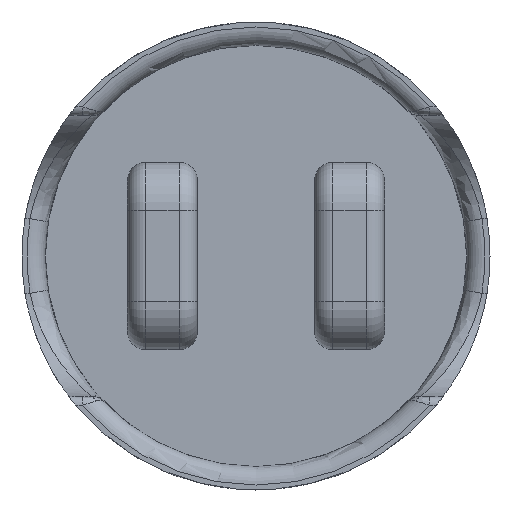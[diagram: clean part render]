
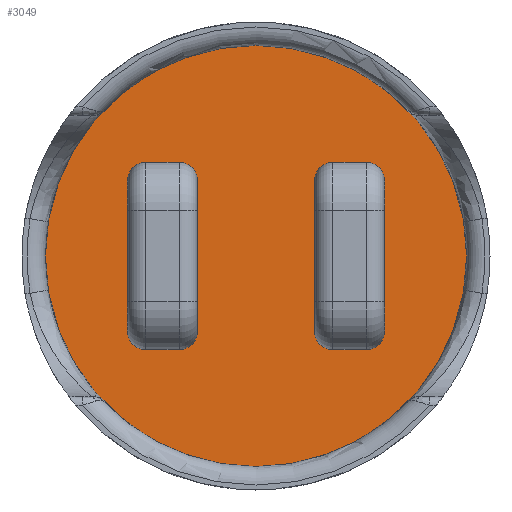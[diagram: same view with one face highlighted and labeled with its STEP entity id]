
A CAD part, front view. The second image highlights one B-rep face of the part: STEP entity #3049.
In plain terms, the highlighted planar face has unit normal (0, -1, 0).
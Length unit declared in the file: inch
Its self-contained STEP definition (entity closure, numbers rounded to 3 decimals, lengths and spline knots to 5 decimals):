
#938=CARTESIAN_POINT('',(0.,62.28,0.));
#939=DIRECTION('',(0.,-1.,0.));
#940=DIRECTION('',(-1.,0.,0.));
#941=AXIS2_PLACEMENT_3D('',#938,#939,#940);
#943=CARTESIAN_POINT('',(0.,62.28,0.));
#944=DIRECTION('',(0.,1.,0.));
#945=DIRECTION('',(-1.,0.,0.));
#946=AXIS2_PLACEMENT_3D('',#943,#944,#945);
#948=DIRECTION('',(1.,0.,0.));
#949=VECTOR('',#948,9.);
#950=CARTESIAN_POINT('',(20.88,62.28,-25.4));
#951=LINE('',#950,#949);
#952=DIRECTION('',(0.,0.,1.));
#953=VECTOR('',#952,40.8);
#954=CARTESIAN_POINT('',(34.88,62.28,-20.4));
#955=LINE('',#954,#953);
#956=DIRECTION('',(-1.,0.,0.));
#957=VECTOR('',#956,9.);
#958=CARTESIAN_POINT('',(29.88,62.28,25.4));
#959=LINE('',#958,#957);
#960=DIRECTION('',(0.,0.,-1.));
#961=VECTOR('',#960,40.8);
#962=CARTESIAN_POINT('',(15.88,62.28,20.4));
#963=LINE('',#962,#961);
#964=DIRECTION('',(-1.,0.,0.));
#965=VECTOR('',#964,9.);
#966=CARTESIAN_POINT('',(-20.88,62.28,25.4));
#967=LINE('',#966,#965);
#968=DIRECTION('',(0.,0.,-1.));
#969=VECTOR('',#968,40.8);
#970=CARTESIAN_POINT('',(-34.88,62.28,20.4));
#971=LINE('',#970,#969);
#972=DIRECTION('',(1.,0.,0.));
#973=VECTOR('',#972,9.);
#974=CARTESIAN_POINT('',(-29.88,62.28,-25.4));
#975=LINE('',#974,#973);
#976=DIRECTION('',(0.,0.,1.));
#977=VECTOR('',#976,40.8);
#978=CARTESIAN_POINT('',(-15.88,62.28,-20.4));
#979=LINE('',#978,#977);
#997=CARTESIAN_POINT('',(29.88,62.28,-20.4));
#998=DIRECTION('',(0.,1.,0.));
#999=DIRECTION('',(1.,0.,0.));
#1000=AXIS2_PLACEMENT_3D('',#997,#998,#999);
#1124=CARTESIAN_POINT('',(-29.88,62.28,-20.4));
#1125=DIRECTION('',(0.,1.,0.));
#1126=DIRECTION('',(0.,0.,-1.));
#1127=AXIS2_PLACEMENT_3D('',#1124,#1125,#1126);
#1226=CARTESIAN_POINT('',(20.88,62.28,-20.4));
#1227=DIRECTION('',(0.,1.,0.));
#1228=DIRECTION('',(0.,0.,-1.));
#1229=AXIS2_PLACEMENT_3D('',#1226,#1227,#1228);
#1263=CARTESIAN_POINT('',(20.88,62.28,20.4));
#1264=DIRECTION('',(0.,1.,0.));
#1265=DIRECTION('',(-1.,0.,0.));
#1266=AXIS2_PLACEMENT_3D('',#1263,#1264,#1265);
#1280=CARTESIAN_POINT('',(29.88,62.28,20.4));
#1281=DIRECTION('',(0.,1.,0.));
#1282=DIRECTION('',(0.,0.,1.));
#1283=AXIS2_PLACEMENT_3D('',#1280,#1281,#1282);
#1317=CARTESIAN_POINT('',(-29.88,62.28,20.4));
#1318=DIRECTION('',(0.,1.,0.));
#1319=DIRECTION('',(-1.,0.,0.));
#1320=AXIS2_PLACEMENT_3D('',#1317,#1318,#1319);
#1322=CARTESIAN_POINT('',(-20.88,62.28,20.4));
#1323=DIRECTION('',(0.,1.,0.));
#1324=DIRECTION('',(0.,0.,1.));
#1325=AXIS2_PLACEMENT_3D('',#1322,#1323,#1324);
#1347=CARTESIAN_POINT('',(-20.88,62.28,-20.4));
#1348=DIRECTION('',(0.,1.,0.));
#1349=DIRECTION('',(1.,0.,0.));
#1350=AXIS2_PLACEMENT_3D('',#1347,#1348,#1349);
#1418=CARTESIAN_POINT('',(-57.15,62.28,0.));
#1419=CARTESIAN_POINT('',(57.15,62.28,0.));
#1420=VERTEX_POINT('',#1418);
#1421=VERTEX_POINT('',#1419);
#1461=CARTESIAN_POINT('',(29.88,62.28,-25.4));
#1463=VERTEX_POINT('',#1461);
#1465=CARTESIAN_POINT('',(34.88,62.28,-20.4));
#1467=VERTEX_POINT('',#1465);
#1480=CARTESIAN_POINT('',(34.88,62.28,20.4));
#1481=VERTEX_POINT('',#1480);
#1482=CARTESIAN_POINT('',(29.88,62.28,25.4));
#1483=VERTEX_POINT('',#1482);
#1485=CARTESIAN_POINT('',(15.88,62.28,-20.4));
#1487=VERTEX_POINT('',#1485);
#1489=CARTESIAN_POINT('',(20.88,62.28,-25.4));
#1491=VERTEX_POINT('',#1489);
#1504=CARTESIAN_POINT('',(20.88,62.28,25.4));
#1505=VERTEX_POINT('',#1504);
#1506=CARTESIAN_POINT('',(15.88,62.28,20.4));
#1507=VERTEX_POINT('',#1506);
#1509=CARTESIAN_POINT('',(-34.88,62.28,-20.4));
#1511=VERTEX_POINT('',#1509);
#1513=CARTESIAN_POINT('',(-29.88,62.28,-25.4));
#1515=VERTEX_POINT('',#1513);
#1528=CARTESIAN_POINT('',(-29.88,62.28,25.4));
#1529=VERTEX_POINT('',#1528);
#1530=CARTESIAN_POINT('',(-34.88,62.28,20.4));
#1531=VERTEX_POINT('',#1530);
#1533=CARTESIAN_POINT('',(-20.88,62.28,-25.4));
#1535=VERTEX_POINT('',#1533);
#1537=CARTESIAN_POINT('',(-15.88,62.28,-20.4));
#1539=VERTEX_POINT('',#1537);
#1552=CARTESIAN_POINT('',(-15.88,62.28,20.4));
#1553=VERTEX_POINT('',#1552);
#1554=CARTESIAN_POINT('',(-20.88,62.28,25.4));
#1555=VERTEX_POINT('',#1554);
#3004=CARTESIAN_POINT('',(0.,62.28,0.));
#3005=DIRECTION('',(0.,1.,0.));
#3006=DIRECTION('',(1.,0.,0.));
#3007=AXIS2_PLACEMENT_3D('',#3004,#3005,#3006);
#3008=PLANE('',#3007);
#3009=ORIENTED_EDGE('',*,*,#2323,.F.);
#3010=ORIENTED_EDGE('',*,*,#2130,.T.);
#3011=EDGE_LOOP('',(#3009,#3010));
#3012=FACE_OUTER_BOUND('',#3011,.F.);
#3014=ORIENTED_EDGE('',*,*,#3013,.T.);
#3016=ORIENTED_EDGE('',*,*,#3015,.F.);
#3018=ORIENTED_EDGE('',*,*,#3017,.T.);
#3020=ORIENTED_EDGE('',*,*,#3019,.F.);
#3022=ORIENTED_EDGE('',*,*,#3021,.T.);
#3024=ORIENTED_EDGE('',*,*,#3023,.F.);
#3026=ORIENTED_EDGE('',*,*,#3025,.T.);
#3028=ORIENTED_EDGE('',*,*,#3027,.F.);
#3029=EDGE_LOOP('',(#3014,#3016,#3018,#3020,#3022,#3024,#3026,#3028));
#3030=FACE_BOUND('',#3029,.F.);
#3032=ORIENTED_EDGE('',*,*,#3031,.T.);
#3034=ORIENTED_EDGE('',*,*,#3033,.F.);
#3036=ORIENTED_EDGE('',*,*,#3035,.T.);
#3038=ORIENTED_EDGE('',*,*,#3037,.F.);
#3040=ORIENTED_EDGE('',*,*,#3039,.T.);
#3042=ORIENTED_EDGE('',*,*,#3041,.F.);
#3044=ORIENTED_EDGE('',*,*,#3043,.T.);
#3046=ORIENTED_EDGE('',*,*,#3045,.F.);
#3047=EDGE_LOOP('',(#3032,#3034,#3036,#3038,#3040,#3042,#3044,#3046));
#3048=FACE_BOUND('',#3047,.F.);
#942=CIRCLE('',#941,57.15);
#947=CIRCLE('',#946,57.15);
#1001=CIRCLE('',#1000,5.);
#1128=CIRCLE('',#1127,5.);
#1230=CIRCLE('',#1229,5.);
#1267=CIRCLE('',#1266,5.);
#1284=CIRCLE('',#1283,5.);
#1321=CIRCLE('',#1320,5.);
#1326=CIRCLE('',#1325,5.);
#1351=CIRCLE('',#1350,5.);
#2130=EDGE_CURVE('',#1420,#1421,#947,.T.);
#2323=EDGE_CURVE('',#1420,#1421,#942,.T.);
#3013=EDGE_CURVE('',#1491,#1463,#951,.T.);
#3015=EDGE_CURVE('',#1467,#1463,#1001,.T.);
#3017=EDGE_CURVE('',#1467,#1481,#955,.T.);
#3019=EDGE_CURVE('',#1483,#1481,#1284,.T.);
#3021=EDGE_CURVE('',#1483,#1505,#959,.T.);
#3023=EDGE_CURVE('',#1507,#1505,#1267,.T.);
#3025=EDGE_CURVE('',#1507,#1487,#963,.T.);
#3027=EDGE_CURVE('',#1491,#1487,#1230,.T.);
#3031=EDGE_CURVE('',#1555,#1529,#967,.T.);
#3033=EDGE_CURVE('',#1531,#1529,#1321,.T.);
#3035=EDGE_CURVE('',#1531,#1511,#971,.T.);
#3037=EDGE_CURVE('',#1515,#1511,#1128,.T.);
#3039=EDGE_CURVE('',#1515,#1535,#975,.T.);
#3041=EDGE_CURVE('',#1539,#1535,#1351,.T.);
#3043=EDGE_CURVE('',#1539,#1553,#979,.T.);
#3045=EDGE_CURVE('',#1555,#1553,#1326,.T.);
#3049=ADVANCED_FACE('',(#3012,#3030,#3048),#3008,.F.);
